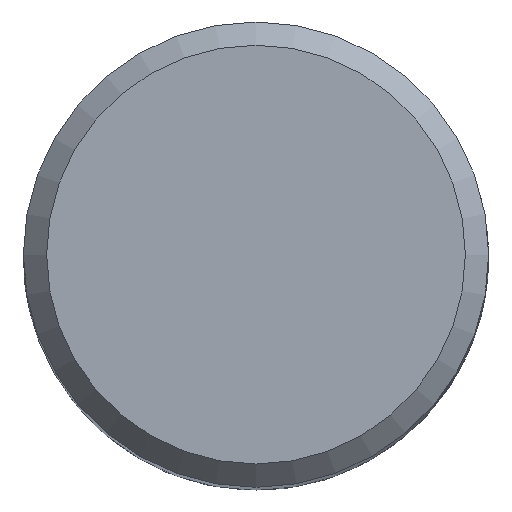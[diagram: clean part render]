
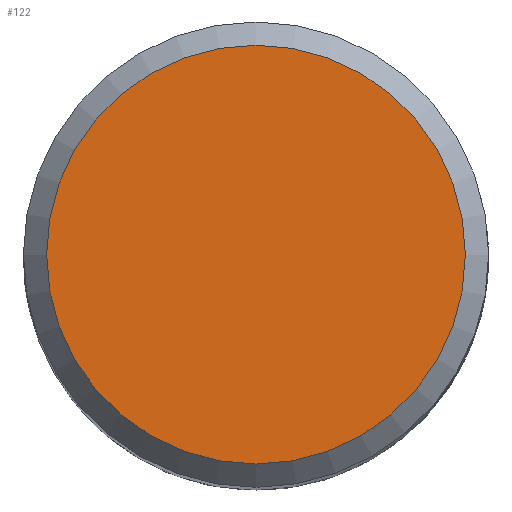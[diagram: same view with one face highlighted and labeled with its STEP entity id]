
A CAD part, top view. The second image highlights one B-rep face of the part: STEP entity #122.
In plain terms, the highlighted planar face has unit normal (0, 0, 1).
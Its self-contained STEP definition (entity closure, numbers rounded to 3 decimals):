
#122=ADVANCED_FACE('',(#158),#147,.F.);
#147=PLANE('',#418);
#158=FACE_OUTER_BOUND('',#180,.T.);
#180=EDGE_LOOP('',(#208));
#208=ORIENTED_EDGE('',*,*,#333,.T.);
#302=VERTEX_POINT('',#565);
#333=EDGE_CURVE('',#302,#302,#380,.T.);
#380=CIRCLE('',#417,2.7);
#417=AXIS2_PLACEMENT_3D('',#564,#464,#465);
#418=AXIS2_PLACEMENT_3D('',#566,#466,#467);
#464=DIRECTION('',(0.,0.,1.));
#465=DIRECTION('',(-1.,0.,0.));
#466=DIRECTION('',(0.,0.,-1.));
#467=DIRECTION('',(0.,1.,0.));
#564=CARTESIAN_POINT('',(0.,0.,20.001));
#565=CARTESIAN_POINT('',(-2.7,0.,20.001));
#566=CARTESIAN_POINT('',(0.,0.,20.001));
